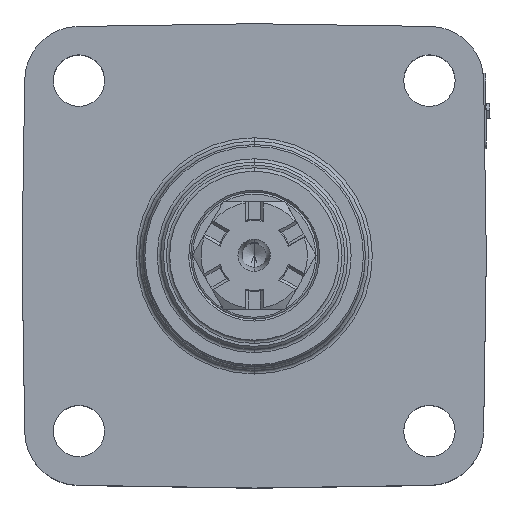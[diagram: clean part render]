
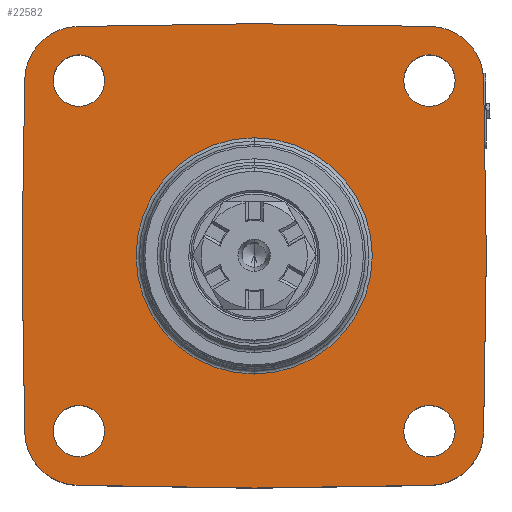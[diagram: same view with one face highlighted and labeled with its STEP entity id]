
A CAD part, top view. The second image highlights one B-rep face of the part: STEP entity #22582.
In plain terms, the highlighted planar face has unit normal (0, 0, 1).
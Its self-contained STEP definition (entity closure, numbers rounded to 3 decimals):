
#2061=DIRECTION('',(-1.,-0.015,0.));
#2062=VECTOR('',#2061,46.249);
#2063=CARTESIAN_POINT('',(0.,60.96,57.785));
#2064=LINE('',#2063,#2062);
#2141=DIRECTION('',(-1.,0.015,0.));
#2142=VECTOR('',#2141,46.249);
#2143=CARTESIAN_POINT('',(46.243,60.246,57.785));
#2144=LINE('',#2143,#2142);
#2423=CARTESIAN_POINT('',(46.024,46.024,57.785));
#2424=DIRECTION('',(0.,0.,1.));
#2425=DIRECTION('',(1.,0.015,0.));
#2426=AXIS2_PLACEMENT_3D('',#2423,#2424,#2425);
#2428=CARTESIAN_POINT('',(46.024,-46.024,57.785));
#2429=DIRECTION('',(0.,0.,1.));
#2430=DIRECTION('',(0.015,-1.,0.));
#2431=AXIS2_PLACEMENT_3D('',#2428,#2429,#2430);
#2433=CARTESIAN_POINT('',(-46.024,-46.024,57.785));
#2434=DIRECTION('',(0.,0.,1.));
#2435=DIRECTION('',(-1.,-0.015,0.));
#2436=AXIS2_PLACEMENT_3D('',#2433,#2434,#2435);
#2438=CARTESIAN_POINT('',(-46.024,46.024,57.785));
#2439=DIRECTION('',(0.,0.,1.));
#2440=DIRECTION('',(-0.015,1.,0.));
#2441=AXIS2_PLACEMENT_3D('',#2438,#2439,#2440);
#2443=CARTESIAN_POINT('',(0.,0.,57.785));
#2444=DIRECTION('',(0.,0.,1.));
#2445=DIRECTION('',(0.,1.,0.));
#2446=AXIS2_PLACEMENT_3D('',#2443,#2444,#2445);
#2448=CARTESIAN_POINT('',(0.,0.,57.785));
#2449=DIRECTION('',(0.,0.,-1.));
#2450=DIRECTION('',(0.,1.,0.));
#2451=AXIS2_PLACEMENT_3D('',#2448,#2449,#2450);
#2453=CARTESIAN_POINT('',(46.024,46.024,57.785));
#2454=DIRECTION('',(0.,0.,-1.));
#2455=DIRECTION('',(-1.,0.,0.));
#2456=AXIS2_PLACEMENT_3D('',#2453,#2454,#2455);
#2458=CARTESIAN_POINT('',(46.024,46.024,57.785));
#2459=DIRECTION('',(0.,0.,-1.));
#2460=DIRECTION('',(1.,0.,0.));
#2461=AXIS2_PLACEMENT_3D('',#2458,#2459,#2460);
#2463=CARTESIAN_POINT('',(-46.024,46.024,57.785));
#2464=DIRECTION('',(0.,0.,-1.));
#2465=DIRECTION('',(-1.,0.,0.));
#2466=AXIS2_PLACEMENT_3D('',#2463,#2464,#2465);
#2468=CARTESIAN_POINT('',(-46.024,46.024,57.785));
#2469=DIRECTION('',(0.,0.,-1.));
#2470=DIRECTION('',(1.,0.,0.));
#2471=AXIS2_PLACEMENT_3D('',#2468,#2469,#2470);
#2473=CARTESIAN_POINT('',(-46.024,-46.024,57.785));
#2474=DIRECTION('',(0.,0.,-1.));
#2475=DIRECTION('',(-1.,0.,0.));
#2476=AXIS2_PLACEMENT_3D('',#2473,#2474,#2475);
#2478=CARTESIAN_POINT('',(-46.024,-46.024,57.785));
#2479=DIRECTION('',(0.,0.,-1.));
#2480=DIRECTION('',(1.,0.,0.));
#2481=AXIS2_PLACEMENT_3D('',#2478,#2479,#2480);
#2483=CARTESIAN_POINT('',(46.024,-46.024,57.785));
#2484=DIRECTION('',(0.,0.,-1.));
#2485=DIRECTION('',(-1.,0.,0.));
#2486=AXIS2_PLACEMENT_3D('',#2483,#2484,#2485);
#2488=CARTESIAN_POINT('',(46.024,-46.024,57.785));
#2489=DIRECTION('',(0.,0.,-1.));
#2490=DIRECTION('',(1.,0.,0.));
#2491=AXIS2_PLACEMENT_3D('',#2488,#2489,#2490);
#2554=DIRECTION('',(-0.015,1.,0.));
#2555=VECTOR('',#2554,46.249);
#2556=CARTESIAN_POINT('',(60.96,0.,57.785));
#2557=LINE('',#2556,#2555);
#4015=DIRECTION('',(0.015,1.,0.));
#4016=VECTOR('',#4015,46.249);
#4017=CARTESIAN_POINT('',(60.246,-46.243,57.785));
#4018=LINE('',#4017,#4016);
#4195=DIRECTION('',(1.,0.015,0.));
#4196=VECTOR('',#4195,46.249);
#4197=CARTESIAN_POINT('',(0.,-60.96,57.785));
#4198=LINE('',#4197,#4196);
#4203=DIRECTION('',(1.,-0.015,0.));
#4204=VECTOR('',#4203,46.249);
#4205=CARTESIAN_POINT('',(-46.243,-60.246,57.785));
#4206=LINE('',#4205,#4204);
#4215=DIRECTION('',(0.015,-1.,0.));
#4216=VECTOR('',#4215,46.249);
#4217=CARTESIAN_POINT('',(-60.96,0.,57.785));
#4218=LINE('',#4217,#4216);
#4223=DIRECTION('',(-0.015,-1.,0.));
#4224=VECTOR('',#4223,46.249);
#4225=CARTESIAN_POINT('',(-60.246,46.243,57.785));
#4226=LINE('',#4225,#4224);
#18100=CARTESIAN_POINT('',(0.,60.96,57.785));
#18101=VERTEX_POINT('',#18100);
#18102=CARTESIAN_POINT('',(-46.243,60.246,57.785));
#18103=VERTEX_POINT('',#18102);
#18104=CARTESIAN_POINT('',(-60.246,46.243,57.785));
#18105=VERTEX_POINT('',#18104);
#18106=CARTESIAN_POINT('',(-60.96,0.,57.785));
#18107=VERTEX_POINT('',#18106);
#18108=CARTESIAN_POINT('',(-60.246,-46.243,57.785));
#18109=VERTEX_POINT('',#18108);
#18110=CARTESIAN_POINT('',(60.246,-46.243,57.785));
#18111=VERTEX_POINT('',#18110);
#18112=CARTESIAN_POINT('',(60.96,0.,57.785));
#18113=VERTEX_POINT('',#18112);
#18114=CARTESIAN_POINT('',(46.243,60.246,57.785));
#18115=VERTEX_POINT('',#18114);
#18116=CARTESIAN_POINT('',(-46.243,-60.246,57.785));
#18117=VERTEX_POINT('',#18116);
#18118=CARTESIAN_POINT('',(0.,-60.96,57.785));
#18119=VERTEX_POINT('',#18118);
#18120=CARTESIAN_POINT('',(46.243,-60.246,57.785));
#18121=VERTEX_POINT('',#18120);
#18142=CARTESIAN_POINT('',(39.274,46.024,57.785));
#18143=CARTESIAN_POINT('',(52.774,46.024,57.785));
#18144=VERTEX_POINT('',#18142);
#18145=VERTEX_POINT('',#18143);
#18158=CARTESIAN_POINT('',(-52.774,46.024,57.785));
#18159=CARTESIAN_POINT('',(-39.274,46.024,57.785));
#18160=VERTEX_POINT('',#18158);
#18161=VERTEX_POINT('',#18159);
#18162=CARTESIAN_POINT('',(-52.774,-46.024,57.785));
#18163=CARTESIAN_POINT('',(-39.274,-46.024,57.785));
#18164=VERTEX_POINT('',#18162);
#18165=VERTEX_POINT('',#18163);
#18166=CARTESIAN_POINT('',(39.274,-46.024,57.785));
#18167=CARTESIAN_POINT('',(52.774,-46.024,57.785));
#18168=VERTEX_POINT('',#18166);
#18169=VERTEX_POINT('',#18167);
#18182=CARTESIAN_POINT('',(0.,31.02,57.785));
#18183=VERTEX_POINT('',#18182);
#18184=CARTESIAN_POINT('',(0.,-31.02,57.785));
#18185=VERTEX_POINT('',#18184);
#18186=CARTESIAN_POINT('',(60.246,46.243,57.785));
#18187=VERTEX_POINT('',#18186);
#22524=CARTESIAN_POINT('',(0.,0.,57.785));
#22525=DIRECTION('',(0.,0.,1.));
#22526=DIRECTION('',(0.,1.,0.));
#22527=AXIS2_PLACEMENT_3D('',#22524,#22525,#22526);
#22528=PLANE('',#22527);
#22529=ORIENTED_EDGE('',*,*,#22260,.F.);
#22530=ORIENTED_EDGE('',*,*,#22284,.F.);
#22532=ORIENTED_EDGE('',*,*,#22531,.F.);
#22534=ORIENTED_EDGE('',*,*,#22533,.F.);
#22536=ORIENTED_EDGE('',*,*,#22535,.F.);
#22538=ORIENTED_EDGE('',*,*,#22537,.F.);
#22540=ORIENTED_EDGE('',*,*,#22539,.F.);
#22542=ORIENTED_EDGE('',*,*,#22541,.F.);
#22544=ORIENTED_EDGE('',*,*,#22543,.F.);
#22546=ORIENTED_EDGE('',*,*,#22545,.F.);
#22548=ORIENTED_EDGE('',*,*,#22547,.F.);
#22549=ORIENTED_EDGE('',*,*,#22516,.F.);
#22550=EDGE_LOOP('',(#22529,#22530,#22532,#22534,#22536,#22538,#22540,#22542,
#22544,#22546,#22548,#22549));
#22551=FACE_OUTER_BOUND('',#22550,.F.);
#22553=ORIENTED_EDGE('',*,*,#22552,.T.);
#22555=ORIENTED_EDGE('',*,*,#22554,.F.);
#22556=EDGE_LOOP('',(#22553,#22555));
#22557=FACE_BOUND('',#22556,.F.);
#22559=ORIENTED_EDGE('',*,*,#22558,.F.);
#22561=ORIENTED_EDGE('',*,*,#22560,.F.);
#22562=EDGE_LOOP('',(#22559,#22561));
#22563=FACE_BOUND('',#22562,.F.);
#22565=ORIENTED_EDGE('',*,*,#22564,.F.);
#22567=ORIENTED_EDGE('',*,*,#22566,.F.);
#22568=EDGE_LOOP('',(#22565,#22567));
#22569=FACE_BOUND('',#22568,.F.);
#22571=ORIENTED_EDGE('',*,*,#22570,.F.);
#22573=ORIENTED_EDGE('',*,*,#22572,.F.);
#22574=EDGE_LOOP('',(#22571,#22573));
#22575=FACE_BOUND('',#22574,.F.);
#22577=ORIENTED_EDGE('',*,*,#22576,.F.);
#22579=ORIENTED_EDGE('',*,*,#22578,.F.);
#22580=EDGE_LOOP('',(#22577,#22579));
#22581=FACE_BOUND('',#22580,.F.);
#22582=ADVANCED_FACE('',(#22551,#22557,#22563,#22569,#22575,#22581),#22528,.T.);
#2427=CIRCLE('',#2426,14.224);
#2432=CIRCLE('',#2431,14.224);
#2437=CIRCLE('',#2436,14.224);
#2442=CIRCLE('',#2441,14.224);
#2447=CIRCLE('',#2446,31.02);
#2452=CIRCLE('',#2451,31.02);
#2457=CIRCLE('',#2456,6.75);
#2462=CIRCLE('',#2461,6.75);
#2467=CIRCLE('',#2466,6.75);
#2472=CIRCLE('',#2471,6.75);
#2477=CIRCLE('',#2476,6.75);
#2482=CIRCLE('',#2481,6.75);
#2487=CIRCLE('',#2486,6.75);
#2492=CIRCLE('',#2491,6.75);
#22260=EDGE_CURVE('',#18101,#18103,#2064,.T.);
#22284=EDGE_CURVE('',#18115,#18101,#2144,.T.);
#22516=EDGE_CURVE('',#18103,#18105,#2442,.T.);
#22531=EDGE_CURVE('',#18187,#18115,#2427,.T.);
#22533=EDGE_CURVE('',#18113,#18187,#2557,.T.);
#22535=EDGE_CURVE('',#18111,#18113,#4018,.T.);
#22537=EDGE_CURVE('',#18121,#18111,#2432,.T.);
#22539=EDGE_CURVE('',#18119,#18121,#4198,.T.);
#22541=EDGE_CURVE('',#18117,#18119,#4206,.T.);
#22543=EDGE_CURVE('',#18109,#18117,#2437,.T.);
#22545=EDGE_CURVE('',#18107,#18109,#4218,.T.);
#22547=EDGE_CURVE('',#18105,#18107,#4226,.T.);
#22552=EDGE_CURVE('',#18183,#18185,#2447,.T.);
#22554=EDGE_CURVE('',#18183,#18185,#2452,.T.);
#22558=EDGE_CURVE('',#18144,#18145,#2457,.T.);
#22560=EDGE_CURVE('',#18145,#18144,#2462,.T.);
#22564=EDGE_CURVE('',#18160,#18161,#2467,.T.);
#22566=EDGE_CURVE('',#18161,#18160,#2472,.T.);
#22570=EDGE_CURVE('',#18164,#18165,#2477,.T.);
#22572=EDGE_CURVE('',#18165,#18164,#2482,.T.);
#22576=EDGE_CURVE('',#18168,#18169,#2487,.T.);
#22578=EDGE_CURVE('',#18169,#18168,#2492,.T.);
